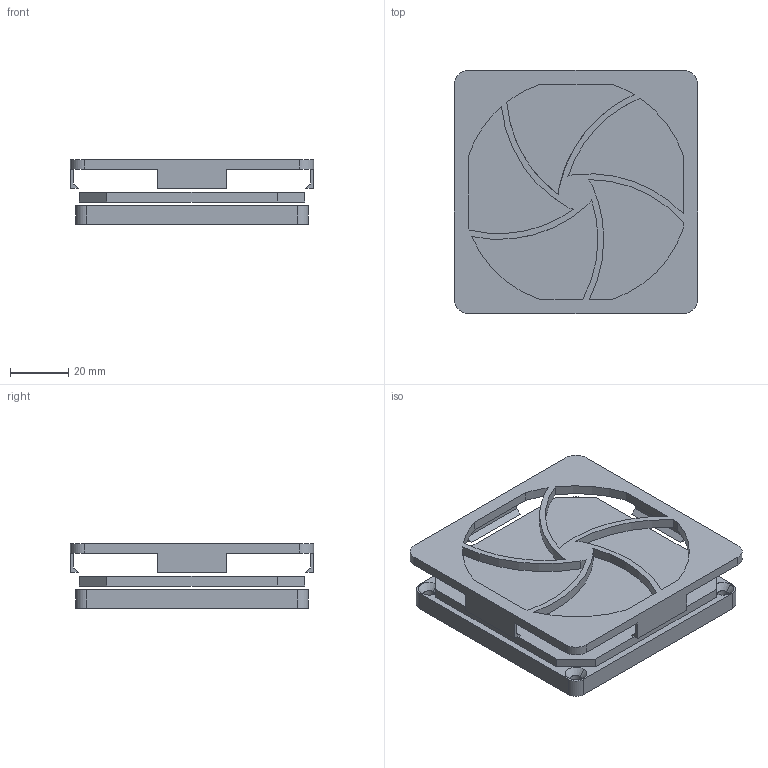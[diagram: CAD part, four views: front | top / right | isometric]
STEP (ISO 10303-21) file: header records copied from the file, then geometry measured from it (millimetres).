
FILE_DESCRIPTION (( 'STEP AP203' ), '1' );
FILE_NAME ('GRM80_whole.stp', '2023-05-11T21:05:05', ( '' ), ( '' ), 'SwSTEP 2.0', 'SolidWorks 2018', '' );
FILE_SCHEMA (( 'CONFIG_CONTROL_DESIGN' ));
Length unit declared in the file: millimetre
Products named in the file (1): GRM80_whole
Bounding box: 83.7 x 83.7 x 22.3 mm (x, y, z)
Surface area: 41532.9 mm2 (no closed solid volume)
Topology: 0 solids, 7 shells, 212 faces, 606 edges, 404 vertices
Faces by surface type: cylinder 148, plane 52, cone 12
Entity records: 7937 total; most frequent: CARTESIAN_POINT 2235, ORIENTED_EDGE 1196, DIRECTION 1151, EDGE_CURVE 606, AXIS2_PLACEMENT_3D 462, VERTEX_POINT 404, EDGE_LOOP 274, CIRCLE 249
